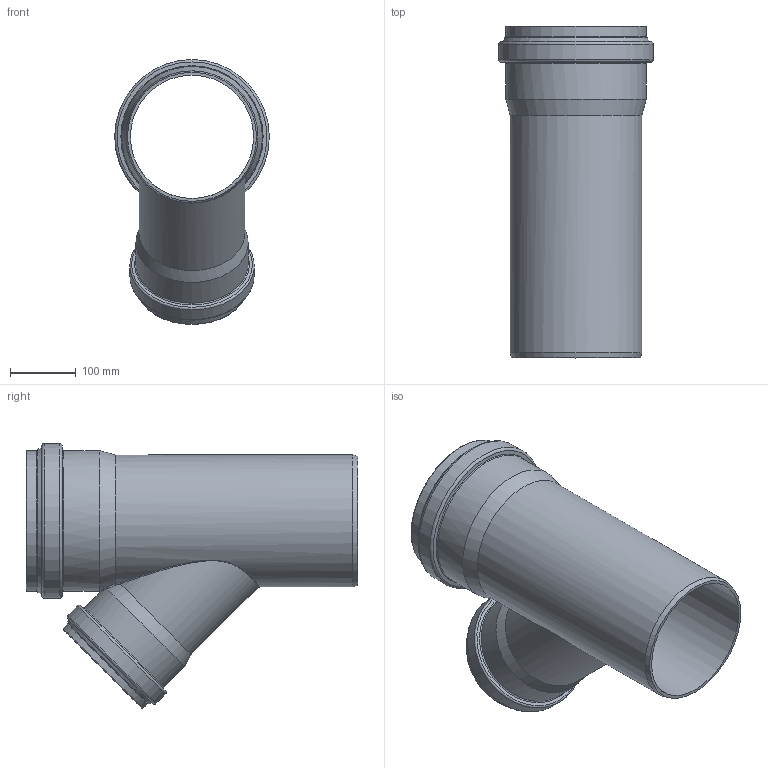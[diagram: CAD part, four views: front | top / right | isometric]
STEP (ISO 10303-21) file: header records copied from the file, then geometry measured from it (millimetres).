
FILE_DESCRIPTION(/* description */ (''),/* implementation_level */ '2;1');
FILE_NAME(/* name */ '338210 SKOLANsafeEA Abzweiger DN_OD 200_160_45°.stp',/* time_stamp */ '2018-01-09T14:33:49+01:00',/* author */ ('user1'),/* organization */ (''),/* preprocessor_version */ 'ST-DEVELOPER v16.1',/* originating_system */ 'Autodesk Inventor 2016',/* authorisation */ '');
FILE_SCHEMA (('AUTOMOTIVE_DESIGN { 1 0 10303 214 3 1 1 }'));
Length unit declared in the file: millimetre
Products named in the file (1): 338210 SKOLANsafeEA Abzweiger DN_OD 200_160_45°
Bounding box: 234.8 x 503.8 x 402.3 mm (x, y, z)
Volume: 2412638.9 mm3; surface area: 820312.9 mm2
Topology: 1 solids, 1 shells, 77 faces, 169 edges, 96 vertices
Faces by surface type: torus 28, cone 20, cylinder 18, bspline 6, plane 5
Full cylindrical faces by diameter (mm): 149.7 x1, 161.1 x1, 161.4 x2, 170.7 x1, 171 x1, 179.4 x1, 187.2 x1, 189 x1, 200.2 x1, 201.5 x1, 201.8 x2, 213.3 x1, 213.6 x1, 223 x1, 234.8 x1
Entity records: 25635 total; most frequent: CARTESIAN_POINT 24223, DIRECTION 292, ORIENTED_EDGE 204, EDGE_LOOP 146, AXIS2_PLACEMENT_3D 146, EDGE_CURVE 102, VERTEX_POINT 92, FACE_OUTER_BOUND 77
